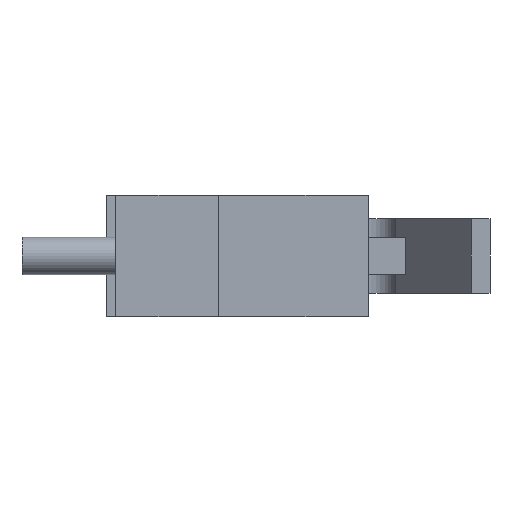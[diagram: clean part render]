
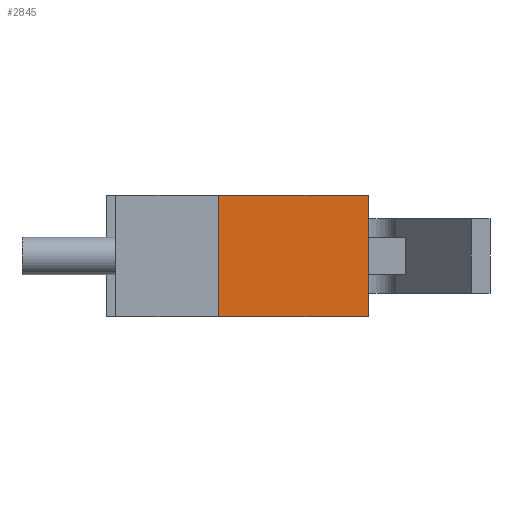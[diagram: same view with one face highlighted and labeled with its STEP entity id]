
A CAD part, front view. The second image highlights one B-rep face of the part: STEP entity #2845.
In plain terms, the highlighted planar face has unit normal (0, -1, 0).
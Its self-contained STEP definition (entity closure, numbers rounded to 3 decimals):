
#2573 = PLANE('',#2574);
#2574 = AXIS2_PLACEMENT_3D('',#2575,#2576,#2577);
#2575 = CARTESIAN_POINT('',(7.,-10.,-3.25));
#2576 = DIRECTION('',(1.,0.,0.));
#2577 = DIRECTION('',(0.,0.,1.));
#2728 = EDGE_CURVE('',#2729,#2731,#2733,.T.);
#2729 = VERTEX_POINT('',#2730);
#2730 = CARTESIAN_POINT('',(7.,-10.,-3.25));
#2731 = VERTEX_POINT('',#2732);
#2732 = CARTESIAN_POINT('',(7.,-10.,3.25));
#2733 = SURFACE_CURVE('',#2734,(#2738,#2745),.PCURVE_S1.);
#2734 = LINE('',#2735,#2736);
#2735 = CARTESIAN_POINT('',(7.,-10.,-3.25));
#2736 = VECTOR('',#2737,1.);
#2737 = DIRECTION('',(0.,0.,1.));
#2738 = PCURVE('',#2573,#2739);
#2739 = DEFINITIONAL_REPRESENTATION('',(#2740),#2744);
#2740 = LINE('',#2741,#2742);
#2741 = CARTESIAN_POINT('',(0.,0.));
#2742 = VECTOR('',#2743,1.);
#2743 = DIRECTION('',(1.,0.));
#2744 = ( GEOMETRIC_REPRESENTATION_CONTEXT(2) 
PARAMETRIC_REPRESENTATION_CONTEXT() REPRESENTATION_CONTEXT('2D SPACE',''
  ) );
#2745 = PCURVE('',#2746,#2751);
#2746 = PLANE('',#2747);
#2747 = AXIS2_PLACEMENT_3D('',#2748,#2749,#2750);
#2748 = CARTESIAN_POINT('',(-1.,-10.,-3.25));
#2749 = DIRECTION('',(0.,1.,0.));
#2750 = DIRECTION('',(0.,0.,1.));
#2751 = DEFINITIONAL_REPRESENTATION('',(#2752),#2756);
#2752 = LINE('',#2753,#2754);
#2753 = CARTESIAN_POINT('',(0.,8.));
#2754 = VECTOR('',#2755,1.);
#2755 = DIRECTION('',(1.,0.));
#2756 = ( GEOMETRIC_REPRESENTATION_CONTEXT(2) 
PARAMETRIC_REPRESENTATION_CONTEXT() REPRESENTATION_CONTEXT('2D SPACE',''
  ) );
#2774 = PLANE('',#2775);
#2775 = AXIS2_PLACEMENT_3D('',#2776,#2777,#2778);
#2776 = CARTESIAN_POINT('',(-1.,-10.,-3.25));
#2777 = DIRECTION('',(0.,0.,-1.));
#2778 = DIRECTION('',(-1.,0.,0.));
#2828 = PLANE('',#2829);
#2829 = AXIS2_PLACEMENT_3D('',#2830,#2831,#2832);
#2830 = CARTESIAN_POINT('',(-1.,-10.,3.25));
#2831 = DIRECTION('',(0.,0.,1.));
#2832 = DIRECTION('',(1.,0.,0.));
#2845 = ADVANCED_FACE('',(#2846),#2746,.F.);
#2846 = FACE_BOUND('',#2847,.F.);
#2847 = EDGE_LOOP('',(#2848,#2871,#2899,#2920));
#2848 = ORIENTED_EDGE('',*,*,#2849,.F.);
#2849 = EDGE_CURVE('',#2850,#2729,#2852,.T.);
#2850 = VERTEX_POINT('',#2851);
#2851 = CARTESIAN_POINT('',(-1.,-10.,-3.25));
#2852 = SURFACE_CURVE('',#2853,(#2857,#2864),.PCURVE_S1.);
#2853 = LINE('',#2854,#2855);
#2854 = CARTESIAN_POINT('',(-1.,-10.,-3.25));
#2855 = VECTOR('',#2856,1.);
#2856 = DIRECTION('',(1.,0.,0.));
#2857 = PCURVE('',#2746,#2858);
#2858 = DEFINITIONAL_REPRESENTATION('',(#2859),#2863);
#2859 = LINE('',#2860,#2861);
#2860 = CARTESIAN_POINT('',(0.,0.));
#2861 = VECTOR('',#2862,1.);
#2862 = DIRECTION('',(0.,1.));
#2863 = ( GEOMETRIC_REPRESENTATION_CONTEXT(2) 
PARAMETRIC_REPRESENTATION_CONTEXT() REPRESENTATION_CONTEXT('2D SPACE',''
  ) );
#2864 = PCURVE('',#2774,#2865);
#2865 = DEFINITIONAL_REPRESENTATION('',(#2866),#2870);
#2866 = LINE('',#2867,#2868);
#2867 = CARTESIAN_POINT('',(0.,0.));
#2868 = VECTOR('',#2869,1.);
#2869 = DIRECTION('',(-1.,0.));
#2870 = ( GEOMETRIC_REPRESENTATION_CONTEXT(2) 
PARAMETRIC_REPRESENTATION_CONTEXT() REPRESENTATION_CONTEXT('2D SPACE',''
  ) );
#2871 = ORIENTED_EDGE('',*,*,#2872,.T.);
#2872 = EDGE_CURVE('',#2850,#2873,#2875,.T.);
#2873 = VERTEX_POINT('',#2874);
#2874 = CARTESIAN_POINT('',(-1.,-10.,3.25));
#2875 = SURFACE_CURVE('',#2876,(#2880,#2887),.PCURVE_S1.);
#2876 = LINE('',#2877,#2878);
#2877 = CARTESIAN_POINT('',(-1.,-10.,-3.25));
#2878 = VECTOR('',#2879,1.);
#2879 = DIRECTION('',(0.,0.,1.));
#2880 = PCURVE('',#2746,#2881);
#2881 = DEFINITIONAL_REPRESENTATION('',(#2882),#2886);
#2882 = LINE('',#2883,#2884);
#2883 = CARTESIAN_POINT('',(0.,0.));
#2884 = VECTOR('',#2885,1.);
#2885 = DIRECTION('',(1.,0.));
#2886 = ( GEOMETRIC_REPRESENTATION_CONTEXT(2) 
PARAMETRIC_REPRESENTATION_CONTEXT() REPRESENTATION_CONTEXT('2D SPACE',''
  ) );
#2887 = PCURVE('',#2888,#2893);
#2888 = PLANE('',#2889);
#2889 = AXIS2_PLACEMENT_3D('',#2890,#2891,#2892);
#2890 = CARTESIAN_POINT('',(-1.,-10.,-3.25));
#2891 = DIRECTION('',(1.,0.,0.));
#2892 = DIRECTION('',(0.,0.,1.));
#2893 = DEFINITIONAL_REPRESENTATION('',(#2894),#2898);
#2894 = LINE('',#2895,#2896);
#2895 = CARTESIAN_POINT('',(0.,0.));
#2896 = VECTOR('',#2897,1.);
#2897 = DIRECTION('',(1.,0.));
#2898 = ( GEOMETRIC_REPRESENTATION_CONTEXT(2) 
PARAMETRIC_REPRESENTATION_CONTEXT() REPRESENTATION_CONTEXT('2D SPACE',''
  ) );
#2899 = ORIENTED_EDGE('',*,*,#2900,.T.);
#2900 = EDGE_CURVE('',#2873,#2731,#2901,.T.);
#2901 = SURFACE_CURVE('',#2902,(#2906,#2913),.PCURVE_S1.);
#2902 = LINE('',#2903,#2904);
#2903 = CARTESIAN_POINT('',(-1.,-10.,3.25));
#2904 = VECTOR('',#2905,1.);
#2905 = DIRECTION('',(1.,0.,0.));
#2906 = PCURVE('',#2746,#2907);
#2907 = DEFINITIONAL_REPRESENTATION('',(#2908),#2912);
#2908 = LINE('',#2909,#2910);
#2909 = CARTESIAN_POINT('',(6.5,0.));
#2910 = VECTOR('',#2911,1.);
#2911 = DIRECTION('',(0.,1.));
#2912 = ( GEOMETRIC_REPRESENTATION_CONTEXT(2) 
PARAMETRIC_REPRESENTATION_CONTEXT() REPRESENTATION_CONTEXT('2D SPACE',''
  ) );
#2913 = PCURVE('',#2828,#2914);
#2914 = DEFINITIONAL_REPRESENTATION('',(#2915),#2919);
#2915 = LINE('',#2916,#2917);
#2916 = CARTESIAN_POINT('',(0.,0.));
#2917 = VECTOR('',#2918,1.);
#2918 = DIRECTION('',(1.,0.));
#2919 = ( GEOMETRIC_REPRESENTATION_CONTEXT(2) 
PARAMETRIC_REPRESENTATION_CONTEXT() REPRESENTATION_CONTEXT('2D SPACE',''
  ) );
#2920 = ORIENTED_EDGE('',*,*,#2728,.F.);
